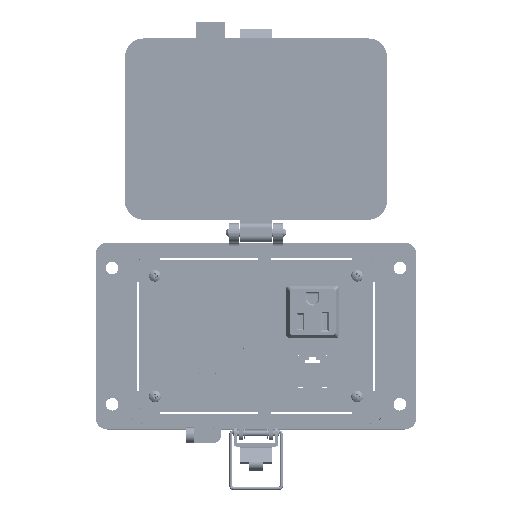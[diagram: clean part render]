
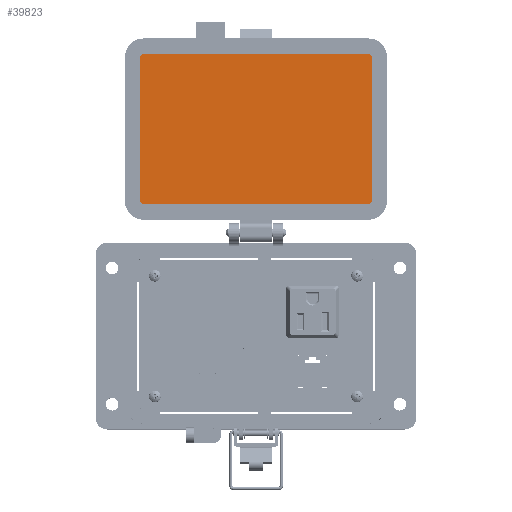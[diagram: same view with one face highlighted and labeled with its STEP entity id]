
A CAD part, top view. The second image highlights one B-rep face of the part: STEP entity #39823.
In plain terms, the highlighted planar face has unit normal (0, 0, 1).
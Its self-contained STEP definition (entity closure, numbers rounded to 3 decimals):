
#2397 = CARTESIAN_POINT ( 'NONE',  ( 57.717, 145.119, 8.694 ) ) ;
#4738 = CARTESIAN_POINT ( 'NONE',  ( 59.502, 69.55, 8.694 ) ) ;
#5367 = DIRECTION ( 'NONE',  ( 1., 0., 0. ) ) ;
#7106 = DIRECTION ( 'NONE',  ( 0., 0., -1. ) ) ;
#8325 = VERTEX_POINT ( 'NONE', #72141 ) ;
#10795 = VECTOR ( 'NONE', #94194, 1000. ) ;
#12055 = EDGE_CURVE ( 'NONE', #106716, #32670, #78739, .T. ) ;
#13936 = DIRECTION ( 'NONE',  ( 0., 0., -1. ) ) ;
#14409 = ORIENTED_EDGE ( 'NONE', *, *, #112154, .F. ) ;
#14738 = DIRECTION ( 'NONE',  ( 0., 1., 0. ) ) ;
#15927 = ORIENTED_EDGE ( 'NONE', *, *, #71775, .F. ) ;
#16156 = DIRECTION ( 'NONE',  ( 0., -1., 0. ) ) ;
#20009 = VERTEX_POINT ( 'NONE', #68011 ) ;
#21386 = ORIENTED_EDGE ( 'NONE', *, *, #96103, .F. ) ;
#22094 = CIRCLE ( 'NONE', #84803, 1.785 ) ;
#27005 = DIRECTION ( 'NONE',  ( 0., -1., 0. ) ) ;
#27484 = ORIENTED_EDGE ( 'NONE', *, *, #106505, .F. ) ;
#28375 = EDGE_CURVE ( 'NONE', #44676, #76751, #106293, .T. ) ;
#29541 = DIRECTION ( 'NONE',  ( 0., -1., 0. ) ) ;
#30829 = ORIENTED_EDGE ( 'NONE', *, *, #92632, .F. ) ;
#32070 = EDGE_CURVE ( 'NONE', #76751, #81714, #42686, .T. ) ;
#32670 = VERTEX_POINT ( 'NONE', #46151 ) ;
#33114 = VECTOR ( 'NONE', #14738, 1000. ) ;
#34572 = CARTESIAN_POINT ( 'NONE',  ( -57.72, 69.55, 8.694 ) ) ;
#35215 = CARTESIAN_POINT ( 'NONE',  ( -30.745, 145.119, 8.694 ) ) ;
#35789 = FACE_OUTER_BOUND ( 'NONE', #60425, .T. ) ;
#37544 = ORIENTED_EDGE ( 'NONE', *, *, #12055, .F. ) ;
#37730 = VERTEX_POINT ( 'NONE', #41295 ) ;
#38988 = CARTESIAN_POINT ( 'NONE',  ( -59.505, 143.334, 8.694 ) ) ;
#39823 = ADVANCED_FACE ( 'NONE', ( #35789 ), #70998, .T. ) ;
#41295 = CARTESIAN_POINT ( 'NONE',  ( 59.502, 69.55, 8.694 ) ) ;
#42686 = CIRCLE ( 'NONE', #98059, 1.785 ) ;
#43725 = AXIS2_PLACEMENT_3D ( 'NONE', #103916, #60063, #16156 ) ;
#44676 = VERTEX_POINT ( 'NONE', #105640 ) ;
#46151 = CARTESIAN_POINT ( 'NONE',  ( 59.502, 143.334, 8.694 ) ) ;
#49240 = CARTESIAN_POINT ( 'NONE',  ( 57.717, 145.119, 8.694 ) ) ;
#53016 = DIRECTION ( 'NONE',  ( 0., 0., -1. ) ) ;
#60063 = DIRECTION ( 'NONE',  ( 0., 0., -1. ) ) ;
#60425 = EDGE_LOOP ( 'NONE', ( #77018, #83742, #15927, #30829, #21386, #14409, #37544, #27484 ) ) ;
#61388 = VECTOR ( 'NONE', #5367, 1000. ) ;
#68011 = CARTESIAN_POINT ( 'NONE',  ( -57.72, 67.765, 8.694 ) ) ;
#68738 = CARTESIAN_POINT ( 'NONE',  ( -57.72, 67.765, 8.694 ) ) ;
#70445 = DIRECTION ( 'NONE',  ( 0., 0., 1. ) ) ;
#70998 = PLANE ( 'NONE',  #81441 ) ;
#71775 = EDGE_CURVE ( 'NONE', #20009, #44676, #22094, .T. ) ;
#72141 = CARTESIAN_POINT ( 'NONE',  ( 57.717, 67.765, 8.694 ) ) ;
#76255 = LINE ( 'NONE', #68738, #93702 ) ;
#76751 = VERTEX_POINT ( 'NONE', #38988 ) ;
#77018 = ORIENTED_EDGE ( 'NONE', *, *, #32070, .F. ) ;
#78739 = CIRCLE ( 'NONE', #43725, 1.785 ) ;
#81441 = AXIS2_PLACEMENT_3D ( 'NONE', #35215, #70445, #107320 ) ;
#81714 = VERTEX_POINT ( 'NONE', #101335 ) ;
#83742 = ORIENTED_EDGE ( 'NONE', *, *, #28375, .F. ) ;
#84803 = AXIS2_PLACEMENT_3D ( 'NONE', #34572, #53016, #27005 ) ;
#88491 = AXIS2_PLACEMENT_3D ( 'NONE', #101118, #13936, #29541 ) ;
#92632 = EDGE_CURVE ( 'NONE', #8325, #20009, #76255, .T. ) ;
#93702 = VECTOR ( 'NONE', #95289, 1000. ) ;
#93718 = DIRECTION ( 'NONE',  ( 0., -1., 0. ) ) ;
#94194 = DIRECTION ( 'NONE',  ( 0., -1., 0. ) ) ;
#95289 = DIRECTION ( 'NONE',  ( -1., 0., 0. ) ) ;
#95328 = LINE ( 'NONE', #4738, #10795 ) ;
#96103 = EDGE_CURVE ( 'NONE', #37730, #8325, #103229, .T. ) ;
#96545 = CARTESIAN_POINT ( 'NONE',  ( -59.505, 143.334, 8.694 ) ) ;
#98059 = AXIS2_PLACEMENT_3D ( 'NONE', #104609, #7106, #93718 ) ;
#101118 = CARTESIAN_POINT ( 'NONE',  ( 57.717, 69.55, 8.694 ) ) ;
#101335 = CARTESIAN_POINT ( 'NONE',  ( -57.72, 145.119, 8.694 ) ) ;
#103229 = CIRCLE ( 'NONE', #88491, 1.785 ) ;
#103916 = CARTESIAN_POINT ( 'NONE',  ( 57.717, 143.334, 8.694 ) ) ;
#104609 = CARTESIAN_POINT ( 'NONE',  ( -57.72, 143.334, 8.694 ) ) ;
#105640 = CARTESIAN_POINT ( 'NONE',  ( -59.505, 69.55, 8.694 ) ) ;
#106293 = LINE ( 'NONE', #96545, #33114 ) ;
#106505 = EDGE_CURVE ( 'NONE', #81714, #106716, #112705, .T. ) ;
#106716 = VERTEX_POINT ( 'NONE', #2397 ) ;
#107320 = DIRECTION ( 'NONE',  ( 0., -1., 0. ) ) ;
#112154 = EDGE_CURVE ( 'NONE', #32670, #37730, #95328, .T. ) ;
#112705 = LINE ( 'NONE', #49240, #61388 ) ;
